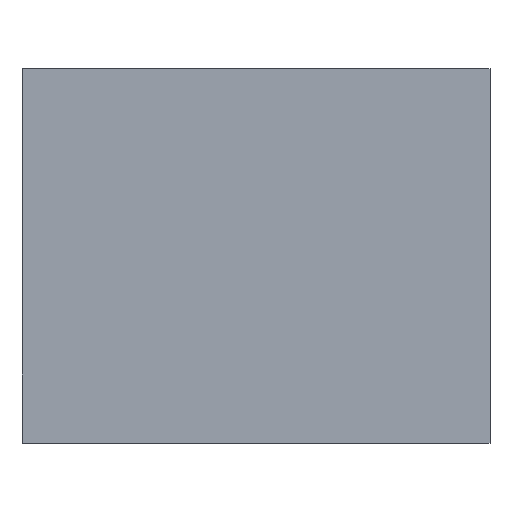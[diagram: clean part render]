
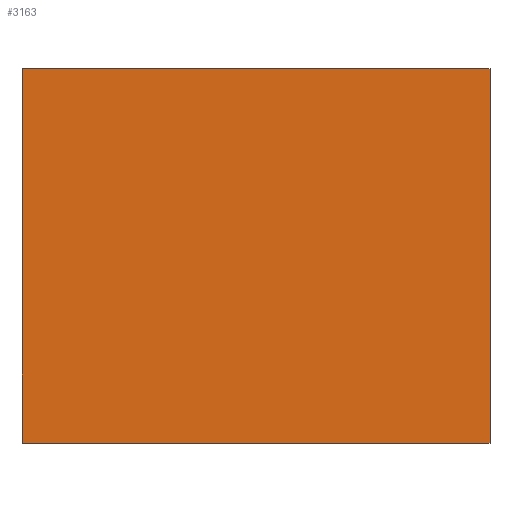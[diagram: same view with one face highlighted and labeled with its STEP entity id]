
A CAD part, top view. The second image highlights one B-rep face of the part: STEP entity #3163.
In plain terms, the highlighted face is planar.
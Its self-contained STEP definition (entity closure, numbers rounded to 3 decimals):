
#1248=DIRECTION('',(0.,0.,1.));
#1249=VECTOR('',#1248,2.5);
#1250=CARTESIAN_POINT('',(-1.,0.775,-1.25));
#1251=LINE('',#1250,#1249);
#1255=DIRECTION('',(-1.,0.,0.));
#1256=VECTOR('',#1255,2.);
#1257=CARTESIAN_POINT('',(1.,0.775,-1.25));
#1258=LINE('',#1257,#1256);
#1262=DIRECTION('',(0.,0.,-1.));
#1263=VECTOR('',#1262,2.5);
#1264=CARTESIAN_POINT('',(1.,0.775,1.25));
#1265=LINE('',#1264,#1263);
#1269=DIRECTION('',(1.,0.,0.));
#1270=VECTOR('',#1269,2.);
#1271=CARTESIAN_POINT('',(-1.,0.775,1.25));
#1272=LINE('',#1271,#1270);
#1899=CARTESIAN_POINT('',(-1.,0.775,-1.25));
#1900=CARTESIAN_POINT('',(-1.,0.775,1.25));
#1901=VERTEX_POINT('',#1899);
#1902=VERTEX_POINT('',#1900);
#1903=CARTESIAN_POINT('',(1.,0.775,1.25));
#1904=VERTEX_POINT('',#1903);
#1905=CARTESIAN_POINT('',(1.,0.775,-1.25));
#1906=VERTEX_POINT('',#1905);
#3151=CARTESIAN_POINT('',(0.,0.775,0.));
#3152=DIRECTION('',(0.,1.,0.));
#3153=DIRECTION('',(1.,0.,0.));
#3154=AXIS2_PLACEMENT_3D('',#3151,#3152,#3153);
#3155=PLANE('',#3154);
#3156=ORIENTED_EDGE('',*,*,#2421,.F.);
#3157=ORIENTED_EDGE('',*,*,#2639,.F.);
#3159=ORIENTED_EDGE('',*,*,#3158,.F.);
#3160=ORIENTED_EDGE('',*,*,#3119,.F.);
#3161=EDGE_LOOP('',(#3156,#3157,#3159,#3160));
#3162=FACE_OUTER_BOUND('',#3161,.F.);
#2421=EDGE_CURVE('',#1901,#1902,#1251,.T.);
#2639=EDGE_CURVE('',#1906,#1901,#1258,.T.);
#3119=EDGE_CURVE('',#1902,#1904,#1272,.T.);
#3158=EDGE_CURVE('',#1904,#1906,#1265,.T.);
#3163=ADVANCED_FACE('',(#3162),#3155,.T.);
